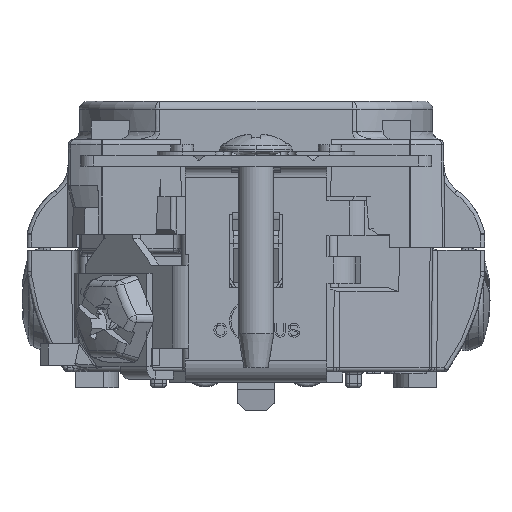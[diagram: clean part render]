
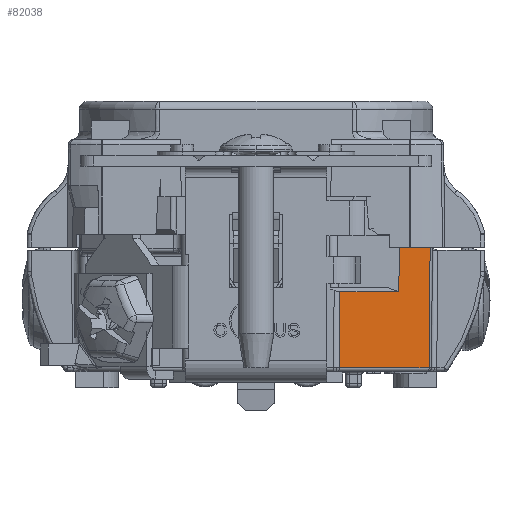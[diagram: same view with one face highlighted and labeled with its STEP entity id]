
A CAD part, front view. The second image highlights one B-rep face of the part: STEP entity #82038.
In plain terms, the highlighted planar face has unit normal (0.707, -0.707, -0.009).
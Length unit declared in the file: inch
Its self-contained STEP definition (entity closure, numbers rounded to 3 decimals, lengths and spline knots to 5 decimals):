
#3153 = LINE ( 'NONE', #95475, #27933 ) ;
#7389 = CARTESIAN_POINT ( 'NONE',  ( 0.25154, -1.56187, 0.05315 ) ) ;
#10898 = EDGE_CURVE ( 'NONE', #104219, #151763, #3153, .T. ) ;
#15817 = ORIENTED_EDGE ( 'NONE', *, *, #54269, .T. ) ;
#22351 = EDGE_CURVE ( 'NONE', #151763, #77258, #110162, .T. ) ;
#27021 = EDGE_CURVE ( 'NONE', #172914, #118535, #164472, .T. ) ;
#27933 = VECTOR ( 'NONE', #167823, 39.37008 ) ;
#37928 = DIRECTION ( 'NONE',  ( 0.009, -0.004, 1. ) ) ;
#46803 = DIRECTION ( 'NONE',  ( 0.707, -0.707, -0.009 ) ) ;
#54269 = EDGE_CURVE ( 'NONE', #196019, #104219, #169744, .T. ) ;
#61479 = CARTESIAN_POINT ( 'NONE',  ( 0.25258, -1.56453, 0.35311 ) ) ;
#64576 = FACE_OUTER_BOUND ( 'NONE', #76085, .T. ) ;
#67287 = CARTESIAN_POINT ( 'NONE',  ( 0.25262, -1.56449, 0.35311 ) ) ;
#69245 = DIRECTION ( 'NONE',  ( -0.707, -0.707, 0. ) ) ;
#73189 = CARTESIAN_POINT ( 'NONE',  ( 0.47703, -1.34248, 0.54725 ) ) ;
#76085 = EDGE_LOOP ( 'NONE', ( #160057, #82345, #15817, #226436, #101392, #137964 ) ) ;
#77258 = VERTEX_POINT ( 'NONE', #215224 ) ;
#82038 = ADVANCED_FACE ( 'NONE', ( #64576 ), #136880, .T. ) ;
#82345 = ORIENTED_EDGE ( 'NONE', *, *, #140190, .T. ) ;
#95475 = CARTESIAN_POINT ( 'NONE',  ( -0.22594, -2.03954, 0.06798 ) ) ;
#98997 = VECTOR ( 'NONE', #232057, 39.37008 ) ;
#99249 = CARTESIAN_POINT ( 'NONE',  ( 0.47747, -1.3423, 0.56811 ) ) ;
#101392 = ORIENTED_EDGE ( 'NONE', *, *, #22351, .T. ) ;
#104219 = VERTEX_POINT ( 'NONE', #188119 ) ;
#110162 = LINE ( 'NONE', #218062, #172684 ) ;
#110605 = VECTOR ( 'NONE', #212278, 39.37008 ) ;
#113638 = DIRECTION ( 'NONE',  ( -0.707, -0.707, 0. ) ) ;
#118535 = VERTEX_POINT ( 'NONE', #167297 ) ;
#136880 = PLANE ( 'NONE',  #166619 ) ;
#137964 = ORIENTED_EDGE ( 'NONE', *, *, #200117, .T. ) ;
#140190 = EDGE_CURVE ( 'NONE', #118535, #196019, #206076, .T. ) ;
#151763 = VERTEX_POINT ( 'NONE', #198877 ) ;
#158176 = CARTESIAN_POINT ( 'NONE',  ( -0.22285, -2.04262, 0.56811 ) ) ;
#160057 = ORIENTED_EDGE ( 'NONE', *, *, #27021, .T. ) ;
#164472 = LINE ( 'NONE', #73189, #98997 ) ;
#166619 = AXIS2_PLACEMENT_3D ( 'NONE', #158176, #46803, #211512 ) ;
#167297 = CARTESIAN_POINT ( 'NONE',  ( 0.47294, -1.34417, 0.35311 ) ) ;
#167823 = DIRECTION ( 'NONE',  ( 0.707, 0.707, 0. ) ) ;
#169744 = LINE ( 'NONE', #7389, #110605 ) ;
#172684 = VECTOR ( 'NONE', #37928, 39.37008 ) ;
#172914 = VERTEX_POINT ( 'NONE', #99249 ) ;
#175992 = LINE ( 'NONE', #230497, #219011 ) ;
#188119 = CARTESIAN_POINT ( 'NONE',  ( 0.25159, -1.562, 0.06798 ) ) ;
#196019 = VERTEX_POINT ( 'NONE', #67287 ) ;
#198877 = CARTESIAN_POINT ( 'NONE',  ( 0.58653, -1.22707, 0.06798 ) ) ;
#200117 = EDGE_CURVE ( 'NONE', #77258, #172914, #175992, .T. ) ;
#206076 = LINE ( 'NONE', #61479, #227256 ) ;
#211512 = DIRECTION ( 'NONE',  ( 0.707, 0.707, 0. ) ) ;
#212278 = DIRECTION ( 'NONE',  ( -0.004, 0.009, -1. ) ) ;
#215224 = CARTESIAN_POINT ( 'NONE',  ( 0.59089, -1.22888, 0.56811 ) ) ;
#218062 = CARTESIAN_POINT ( 'NONE',  ( 0.59085, -1.22886, 0.56395 ) ) ;
#219011 = VECTOR ( 'NONE', #69245, 39.37008 ) ;
#226436 = ORIENTED_EDGE ( 'NONE', *, *, #10898, .T. ) ;
#227256 = VECTOR ( 'NONE', #113638, 39.37008 ) ;
#230497 = CARTESIAN_POINT ( 'NONE',  ( -0.22285, -2.04262, 0.56811 ) ) ;
#232057 = DIRECTION ( 'NONE',  ( -0.021, -0.009, -1. ) ) ;
